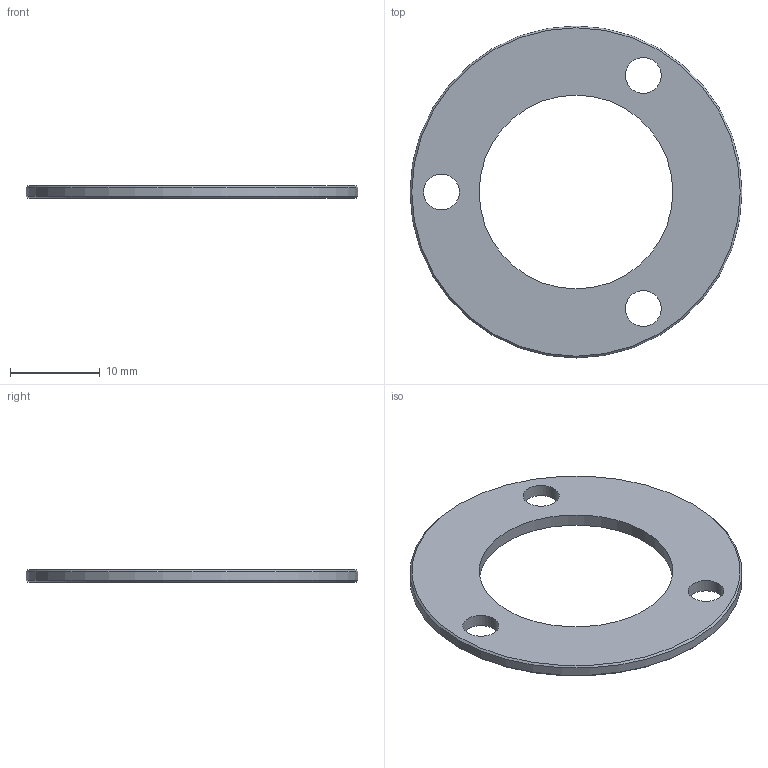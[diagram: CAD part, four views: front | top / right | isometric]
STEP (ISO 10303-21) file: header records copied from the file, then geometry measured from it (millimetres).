
FILE_DESCRIPTION(/* description */ (''),/* implementation_level */ '2;1');
FILE_NAME(/* name */ 'knob-ring.step',/* time_stamp */ '2023-09-04T09:04:56-04:00',/* author */ (''),/* organization */ (''),/* preprocessor_version */ 'ST-DEVELOPER v20',/* originating_system */ 'Autodesk Translation Framework v12.9.0.99',/* authorisation */ '');
FILE_SCHEMA (('AUTOMOTIVE_DESIGN { 1 0 10303 214 3 1 1 }'));
Length unit declared in the file: millimetre
Products named in the file (1): knob-ring
Bounding box: 37 x 37 x 1.4 mm (x, y, z)
Volume: 934.9 mm3; surface area: 1625.3 mm2
Topology: 1 solids, 1 shells, 9 faces, 19 edges, 12 vertices
Faces by surface type: cylinder 5, cone 2, plane 2
Full cylindrical faces by diameter (mm): 4 x3, 21.6 x1, 37 x1
Entity records: 298 total; most frequent: DIRECTION 51, CARTESIAN_POINT 41, ORIENTED_EDGE 38, AXIS2_PLACEMENT_3D 22, EDGE_CURVE 19, EDGE_LOOP 17, CIRCLE 12, VERTEX_POINT 12
